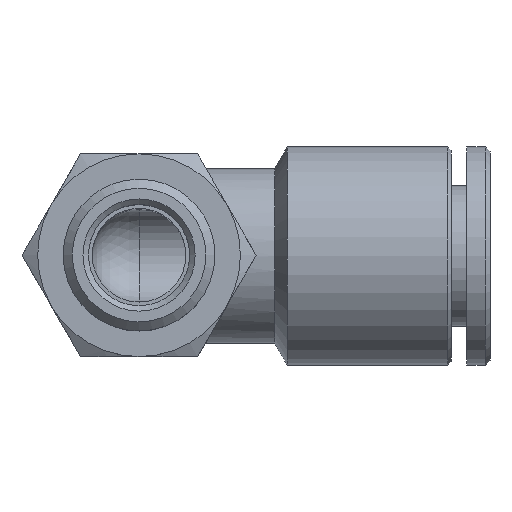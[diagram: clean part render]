
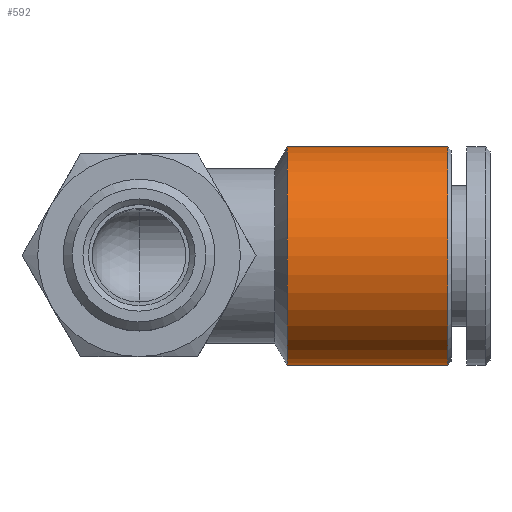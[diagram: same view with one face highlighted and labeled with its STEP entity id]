
A CAD part, top view. The second image highlights one B-rep face of the part: STEP entity #592.
In plain terms, the highlighted cylindrical face has radius 7 mm (diameter 14 mm), a full revolution.
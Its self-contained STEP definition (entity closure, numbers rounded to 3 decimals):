
#204=ORIENTED_EDGE('',*,*,#295,.F.);
#205=ORIENTED_EDGE('',*,*,#294,.T.);
#294=EDGE_CURVE('',#347,#347,#386,.T.);
#295=EDGE_CURVE('',#348,#348,#387,.T.);
#347=VERTEX_POINT('',#1096);
#348=VERTEX_POINT('',#1099);
#386=CIRCLE('',#679,7.);
#387=CIRCLE('',#681,7.);
#444=EDGE_LOOP('',(#204));
#445=EDGE_LOOP('',(#205));
#518=FACE_BOUND('',#444,.T.);
#519=FACE_BOUND('',#445,.T.);
#555=CYLINDRICAL_SURFACE('',#680,7.);
#592=ADVANCED_FACE('',(#518,#519),#555,.T.);
#679=AXIS2_PLACEMENT_3D('',#1095,#834,#835);
#680=AXIS2_PLACEMENT_3D('',#1097,#836,#837);
#681=AXIS2_PLACEMENT_3D('',#1098,#838,#839);
#834=DIRECTION('',(1.,0.,0.));
#835=DIRECTION('',(0.,0.,-1.));
#836=DIRECTION('',(1.,0.,0.));
#837=DIRECTION('',(0.,0.,-1.));
#838=DIRECTION('',(1.,0.,0.));
#839=DIRECTION('',(0.,0.,-1.));
#1095=CARTESIAN_POINT('',(9.5,0.,-29.));
#1096=CARTESIAN_POINT('',(9.5,0.,-36.));
#1097=CARTESIAN_POINT('',(22.5,0.,-29.));
#1098=CARTESIAN_POINT('',(19.788,0.,-29.));
#1099=CARTESIAN_POINT('',(19.788,0.,-36.));
